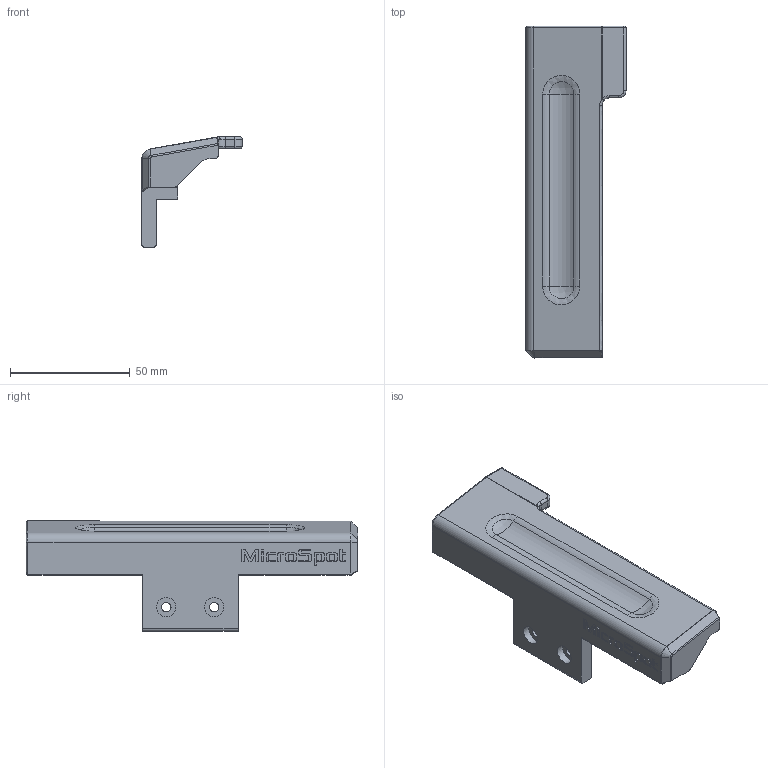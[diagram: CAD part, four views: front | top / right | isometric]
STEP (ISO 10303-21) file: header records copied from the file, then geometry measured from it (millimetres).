
FILE_DESCRIPTION(('FreeCAD Model'),'2;1');
FILE_NAME('LAxisShield.step','2017-06-19T12:45:49',('Author'),('' ),'Open CASCADE STEP processor 6.9','FreeCAD','Unknown');
FILE_SCHEMA(('AUTOMOTIVE_DESIGN_CC2 { 1 2 10303 214 -1 1 5 4 }'));
Length unit declared in the file: millimetre
Products named in the file (2): ASSEMBLY; LAxisShield
Assembly tree (1 placements, depth 2):
  ASSEMBLY
    LAxisShield
Bounding box: 41.8 x 138.5 x 46 mm (x, y, z)
Volume: 55013 mm3; surface area: 17794.3 mm2
Topology: 1 solids, 1 shells, 231 faces, 597 edges, 383 vertices
Faces by surface type: plane 126, cylinder 42, extrusion 36, bspline 12, torus 7, revolution 5, sphere 2, cone 1
Full cylindrical faces by diameter (mm): 4 x2, 8 x2
Entity records: 18358 total; most frequent: CARTESIAN_POINT 6685, DIRECTION 2008, VECTOR 1456, LINE 1420, ORIENTED_EDGE 1192, PCURVE 1192, DEFINITIONAL_REPRESENTATION 1192, EDGE_CURVE 596
